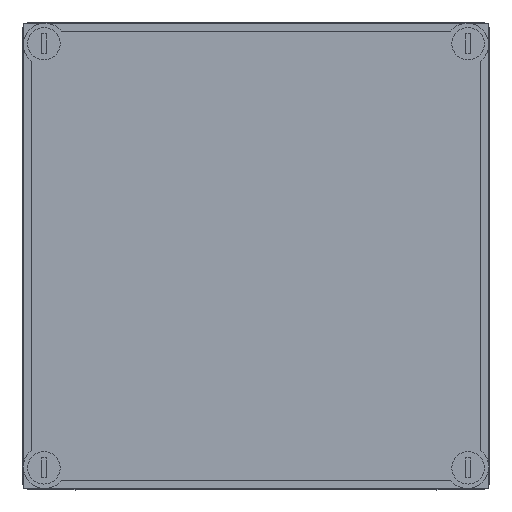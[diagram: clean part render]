
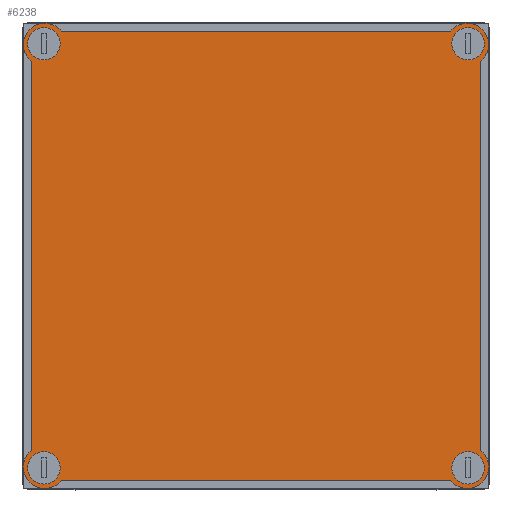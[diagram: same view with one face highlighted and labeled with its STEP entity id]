
A CAD part, top view. The second image highlights one B-rep face of the part: STEP entity #6238.
In plain terms, the highlighted planar face has unit normal (0, 0, 1).
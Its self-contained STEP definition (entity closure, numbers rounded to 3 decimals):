
#6238 = ADVANCED_FACE( '', ( #13123, #13124, #13125, #13126, #13127 ), #13128, .T. );
#13123 = FACE_BOUND( '', #20461, .T. );
#13124 = FACE_BOUND( '', #20462, .T. );
#13125 = FACE_BOUND( '', #20463, .T. );
#13126 = FACE_BOUND( '', #20464, .T. );
#13127 = FACE_OUTER_BOUND( '', #20465, .T. );
#13128 = PLANE( '', #20466 );
#20461 = EDGE_LOOP( '', ( #39599 ) );
#20462 = EDGE_LOOP( '', ( #39600 ) );
#20463 = EDGE_LOOP( '', ( #39601 ) );
#20464 = EDGE_LOOP( '', ( #39602 ) );
#20465 = EDGE_LOOP( '', ( #39603, #39604, #39605, #39606, #39607, #39608, #39609, #39610 ) );
#20466 = AXIS2_PLACEMENT_3D( '', #39611, #39612, #39613 );
#39599 = ORIENTED_EDGE( '', *, *, #51336, .F. );
#39600 = ORIENTED_EDGE( '', *, *, #47687, .F. );
#39601 = ORIENTED_EDGE( '', *, *, #48984, .F. );
#39602 = ORIENTED_EDGE( '', *, *, #44054, .F. );
#39603 = ORIENTED_EDGE( '', *, *, #46356, .T. );
#39604 = ORIENTED_EDGE( '', *, *, #50928, .T. );
#39605 = ORIENTED_EDGE( '', *, *, #48277, .T. );
#39606 = ORIENTED_EDGE( '', *, *, #51249, .T. );
#39607 = ORIENTED_EDGE( '', *, *, #50900, .F. );
#39608 = ORIENTED_EDGE( '', *, *, #49933, .T. );
#39609 = ORIENTED_EDGE( '', *, *, #49303, .F. );
#39610 = ORIENTED_EDGE( '', *, *, #51337, .T. );
#39611 = CARTESIAN_POINT( '', ( 0., 0., 30. ) );
#39612 = DIRECTION( '', ( 0., 0., 1. ) );
#39613 = DIRECTION( '', ( 1., 0., 0. ) );
#44054 = EDGE_CURVE( '', #53044, #53044, #53045, .T. );
#46356 = EDGE_CURVE( '', #56987, #56985, #56988, .T. );
#47687 = EDGE_CURVE( '', #59184, #59184, #59185, .T. );
#48277 = EDGE_CURVE( '', #60030, #60031, #60032, .T. );
#48984 = EDGE_CURVE( '', #61049, #61049, #61050, .T. );
#49303 = EDGE_CURVE( '', #61476, #61477, #61478, .T. );
#49933 = EDGE_CURVE( '', #62300, #61477, #62301, .T. );
#50900 = EDGE_CURVE( '', #62300, #63486, #63487, .T. );
#50928 = EDGE_CURVE( '', #56985, #60030, #63517, .T. );
#51249 = EDGE_CURVE( '', #60031, #63486, #63886, .T. );
#51336 = EDGE_CURVE( '', #63977, #63977, #63978, .T. );
#51337 = EDGE_CURVE( '', #61476, #56987, #63979, .T. );
#53044 = VERTEX_POINT( '', #66128 );
#53045 = CIRCLE( '', #66129, 13. );
#56985 = VERTEX_POINT( '', #71596 );
#56987 = VERTEX_POINT( '', #71599 );
#56988 = LINE( '', #71600, #71601 );
#59184 = VERTEX_POINT( '', #74559 );
#59185 = CIRCLE( '', #74560, 13. );
#60030 = VERTEX_POINT( '', #75741 );
#60031 = VERTEX_POINT( '', #75742 );
#60032 = LINE( '', #75743, #75744 );
#61049 = VERTEX_POINT( '', #77163 );
#61050 = CIRCLE( '', #77164, 13. );
#61476 = VERTEX_POINT( '', #77768 );
#61477 = VERTEX_POINT( '', #77769 );
#61478 = LINE( '', #77770, #77771 );
#62300 = VERTEX_POINT( '', #78940 );
#62301 = CIRCLE( '', #78941, 17.18 );
#63486 = VERTEX_POINT( '', #80619 );
#63487 = LINE( '', #80620, #80621 );
#63517 = CIRCLE( '', #80668, 17.18 );
#63886 = CIRCLE( '', #81172, 17.18 );
#63977 = VERTEX_POINT( '', #81295 );
#63978 = CIRCLE( '', #81296, 13. );
#63979 = CIRCLE( '', #81297, 17.18 );
#66128 = CARTESIAN_POINT( '', ( 369.5, 356.5, 30. ) );
#66129 = AXIS2_PLACEMENT_3D( '', #82779, #82780, #82781 );
#71596 = CARTESIAN_POINT( '', ( 30.561, 366.6, 30. ) );
#71599 = CARTESIAN_POINT( '', ( 342.439, 366.6, 30. ) );
#71600 = CARTESIAN_POINT( '', ( 373., 366.6, 30. ) );
#71601 = VECTOR( '', #85348, 1000. );
#74559 = CARTESIAN_POINT( '', ( 29.5, 16.5, 30. ) );
#74560 = AXIS2_PLACEMENT_3D( '', #87314, #87315, #87316 );
#75741 = CARTESIAN_POINT( '', ( 6.4, 342.439, 30. ) );
#75742 = CARTESIAN_POINT( '', ( 6.4, 30.561, 30. ) );
#75743 = CARTESIAN_POINT( '', ( 6.4, 373., 30. ) );
#75744 = VECTOR( '', #87953, 1000. );
#77163 = CARTESIAN_POINT( '', ( 369.5, 16.5, 30. ) );
#77164 = AXIS2_PLACEMENT_3D( '', #88698, #88699, #88700 );
#77768 = CARTESIAN_POINT( '', ( 366.6, 342.439, 30. ) );
#77769 = CARTESIAN_POINT( '', ( 366.6, 30.561, 30. ) );
#77770 = CARTESIAN_POINT( '', ( 366.6, 373., 30. ) );
#77771 = VECTOR( '', #88993, 1000. );
#78940 = CARTESIAN_POINT( '', ( 342.439, 6.4, 30. ) );
#78941 = AXIS2_PLACEMENT_3D( '', #89584, #89585, #89586 );
#80619 = CARTESIAN_POINT( '', ( 30.561, 6.4, 30. ) );
#80620 = CARTESIAN_POINT( '', ( 373., 6.4, 30. ) );
#80621 = VECTOR( '', #90407, 1000. );
#80668 = AXIS2_PLACEMENT_3D( '', #90434, #90435, #90436 );
#81172 = AXIS2_PLACEMENT_3D( '', #90674, #90675, #90676 );
#81295 = CARTESIAN_POINT( '', ( 29.5, 356.5, 30. ) );
#81296 = AXIS2_PLACEMENT_3D( '', #90727, #90728, #90729 );
#81297 = AXIS2_PLACEMENT_3D( '', #90730, #90731, #90732 );
#82779 = CARTESIAN_POINT( '', ( 356.5, 356.5, 30. ) );
#82780 = DIRECTION( '', ( 0., 0., 1. ) );
#82781 = DIRECTION( '', ( 1., 0., 0. ) );
#85348 = DIRECTION( '', ( -1., 0., 0. ) );
#87314 = CARTESIAN_POINT( '', ( 16.5, 16.5, 30. ) );
#87315 = DIRECTION( '', ( 0., 0., 1. ) );
#87316 = DIRECTION( '', ( 1., 0., 0. ) );
#87953 = DIRECTION( '', ( 0., -1., 0. ) );
#88698 = CARTESIAN_POINT( '', ( 356.5, 16.5, 30. ) );
#88699 = DIRECTION( '', ( 0., 0., 1. ) );
#88700 = DIRECTION( '', ( 1., 0., 0. ) );
#88993 = DIRECTION( '', ( 0., -1., 0. ) );
#89584 = CARTESIAN_POINT( '', ( 355.8, 17.2, 30. ) );
#89585 = DIRECTION( '', ( 0., 0., 1. ) );
#89586 = DIRECTION( '', ( 1., 0., 0. ) );
#90407 = DIRECTION( '', ( -1., 0., 0. ) );
#90434 = CARTESIAN_POINT( '', ( 17.2, 355.8, 30. ) );
#90435 = DIRECTION( '', ( 0., 0., 1. ) );
#90436 = DIRECTION( '', ( 1., 0., 0. ) );
#90674 = CARTESIAN_POINT( '', ( 17.2, 17.2, 30. ) );
#90675 = DIRECTION( '', ( 0., 0., 1. ) );
#90676 = DIRECTION( '', ( 1., 0., 0. ) );
#90727 = CARTESIAN_POINT( '', ( 16.5, 356.5, 30. ) );
#90728 = DIRECTION( '', ( 0., 0., 1. ) );
#90729 = DIRECTION( '', ( 1., 0., 0. ) );
#90730 = CARTESIAN_POINT( '', ( 355.8, 355.8, 30. ) );
#90731 = DIRECTION( '', ( 0., 0., 1. ) );
#90732 = DIRECTION( '', ( 1., 0., 0. ) );
